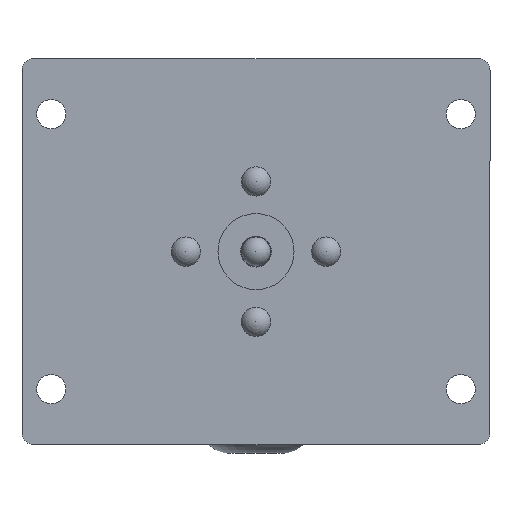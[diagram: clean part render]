
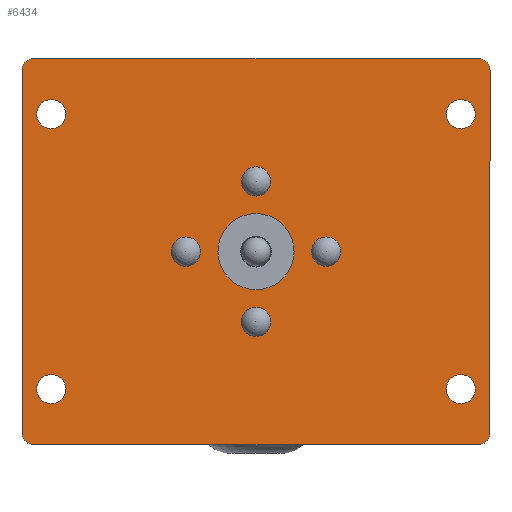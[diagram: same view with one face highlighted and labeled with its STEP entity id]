
A CAD part, left-side view. The second image highlights one B-rep face of the part: STEP entity #6434.
In plain terms, the highlighted face is planar.
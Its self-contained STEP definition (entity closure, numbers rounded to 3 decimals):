
#6434=ADVANCED_FACE('',(#51893,#51895,#51897,#51899,#51901,#51903,#51905,#51907,
#51909,#51911),#51913,.F.);
#51893=FACE_BOUND('',#51894,.T.);
#51894=EDGE_LOOP('',(#61593,#61594,#61595,#61596,#61597,#61598,#61599,#61600));
#51895=FACE_BOUND('',#51896,.T.);
#51896=EDGE_LOOP('',(#61601));
#51897=FACE_BOUND('',#51898,.T.);
#51898=EDGE_LOOP('',(#61602));
#51899=FACE_BOUND('',#51900,.T.);
#51900=EDGE_LOOP('',(#61603));
#51901=FACE_BOUND('',#51902,.T.);
#51902=EDGE_LOOP('',(#61604));
#51903=FACE_BOUND('',#51904,.T.);
#51904=EDGE_LOOP('',(#61605));
#51905=FACE_BOUND('',#51906,.T.);
#51906=EDGE_LOOP('',(#61606));
#51907=FACE_BOUND('',#51908,.T.);
#51908=EDGE_LOOP('',(#61607));
#51909=FACE_BOUND('',#51910,.T.);
#51910=EDGE_LOOP('',(#61608));
#51911=FACE_BOUND('',#51912,.T.);
#51912=EDGE_LOOP('',(#61609));
#51913=PLANE('',#51914);
#51914=AXIS2_PLACEMENT_3D('',#51915,#51916,#51917);
#51915=CARTESIAN_POINT('',(0.,0.,0.));
#51916=DIRECTION('',(0.,1.,0.));
#51917=DIRECTION('',(-1.,0.,0.));
#61593=ORIENTED_EDGE('',*,*,#66272,.F.);
#61594=ORIENTED_EDGE('',*,*,#66273,.F.);
#61595=ORIENTED_EDGE('',*,*,#66274,.F.);
#61596=ORIENTED_EDGE('',*,*,#66275,.F.);
#61597=ORIENTED_EDGE('',*,*,#66276,.F.);
#61598=ORIENTED_EDGE('',*,*,#66277,.F.);
#61599=ORIENTED_EDGE('',*,*,#66278,.F.);
#61600=ORIENTED_EDGE('',*,*,#66279,.F.);
#61601=ORIENTED_EDGE('',*,*,#66280,.T.);
#61602=ORIENTED_EDGE('',*,*,#66281,.T.);
#61603=ORIENTED_EDGE('',*,*,#66282,.T.);
#61604=ORIENTED_EDGE('',*,*,#66283,.T.);
#61605=ORIENTED_EDGE('',*,*,#66284,.T.);
#61606=ORIENTED_EDGE('',*,*,#66285,.T.);
#61607=ORIENTED_EDGE('',*,*,#66286,.T.);
#61608=ORIENTED_EDGE('',*,*,#66287,.T.);
#61609=ORIENTED_EDGE('',*,*,#66288,.T.);
#66272=EDGE_CURVE('',#73625,#73626,#73627,.T.);
#66273=EDGE_CURVE('',#73628,#73625,#73629,.T.);
#66274=EDGE_CURVE('',#73630,#73628,#73631,.T.);
#66275=EDGE_CURVE('',#73632,#73630,#73633,.T.);
#66276=EDGE_CURVE('',#73634,#73632,#73635,.T.);
#66277=EDGE_CURVE('',#73636,#73634,#73637,.T.);
#66278=EDGE_CURVE('',#73638,#73636,#73639,.T.);
#66279=EDGE_CURVE('',#73626,#73638,#73640,.T.);
#66280=EDGE_CURVE('',#73641,#73641,#73642,.T.);
#66281=EDGE_CURVE('',#73643,#73643,#73644,.T.);
#66282=EDGE_CURVE('',#73645,#73645,#73646,.T.);
#66283=EDGE_CURVE('',#73647,#73647,#73648,.T.);
#66284=EDGE_CURVE('',#73649,#73649,#73650,.T.);
#66285=EDGE_CURVE('',#73651,#73651,#73652,.T.);
#66286=EDGE_CURVE('',#73653,#73653,#73654,.T.);
#66287=EDGE_CURVE('',#73655,#73655,#73656,.T.);
#66288=EDGE_CURVE('',#73657,#73657,#73658,.T.);
#73625=VERTEX_POINT('',#110869);
#73626=VERTEX_POINT('',#110870);
#73627=LINE('',#110871,#110872);
#73628=VERTEX_POINT('',#110874);
#73629=CIRCLE('',#110875,2.);
#73630=VERTEX_POINT('',#110879);
#73631=LINE('',#110880,#110881);
#73632=VERTEX_POINT('',#110883);
#73633=CIRCLE('',#110884,2.);
#73634=VERTEX_POINT('',#110888);
#73635=LINE('',#110889,#110890);
#73636=VERTEX_POINT('',#110892);
#73637=CIRCLE('',#110893,2.);
#73638=VERTEX_POINT('',#110897);
#73639=LINE('',#110898,#110899);
#73640=CIRCLE('',#110901,2.);
#73641=VERTEX_POINT('',#110905);
#73642=CIRCLE('',#110906,6.5);
#73643=VERTEX_POINT('',#110910);
#73644=CIRCLE('',#110911,2.5);
#73645=VERTEX_POINT('',#110915);
#73646=CIRCLE('',#110916,2.5);
#73647=VERTEX_POINT('',#110920);
#73648=CIRCLE('',#110921,2.5);
#73649=VERTEX_POINT('',#110925);
#73650=CIRCLE('',#110926,2.5);
#73651=VERTEX_POINT('',#110930);
#73652=CIRCLE('',#110931,1.65);
#73653=VERTEX_POINT('',#110935);
#73654=CIRCLE('',#110936,1.65);
#73655=VERTEX_POINT('',#110940);
#73656=CIRCLE('',#110941,1.65);
#73657=VERTEX_POINT('',#110945);
#73658=CIRCLE('',#110946,1.65);
#110869=CARTESIAN_POINT('',(-38.,0.,33.));
#110870=CARTESIAN_POINT('',(38.,0.,33.));
#110871=CARTESIAN_POINT('',(-38.,0.,33.));
#110872=VECTOR('',#110873,1.);
#110873=DIRECTION('',(1.,0.,0.));
#110874=CARTESIAN_POINT('',(-40.,0.,31.));
#110875=AXIS2_PLACEMENT_3D('',#110876,#110877,#110878);
#110876=CARTESIAN_POINT('',(-38.,0.,31.));
#110877=DIRECTION('',(0.,1.,0.));
#110878=DIRECTION('',(-1.,0.,0.));
#110879=CARTESIAN_POINT('',(-40.,0.,-31.));
#110880=CARTESIAN_POINT('',(-40.,0.,-31.));
#110881=VECTOR('',#110882,1.);
#110882=DIRECTION('',(0.,0.,1.));
#110883=CARTESIAN_POINT('',(-38.,0.,-33.));
#110884=AXIS2_PLACEMENT_3D('',#110885,#110886,#110887);
#110885=CARTESIAN_POINT('',(-38.,0.,-31.));
#110886=DIRECTION('',(0.,1.,0.));
#110887=DIRECTION('',(0.,0.,-1.));
#110888=CARTESIAN_POINT('',(38.,0.,-33.));
#110889=CARTESIAN_POINT('',(38.,0.,-33.));
#110890=VECTOR('',#110891,1.);
#110891=DIRECTION('',(-1.,0.,0.));
#110892=CARTESIAN_POINT('',(40.,0.,-31.));
#110893=AXIS2_PLACEMENT_3D('',#110894,#110895,#110896);
#110894=CARTESIAN_POINT('',(38.,0.,-31.));
#110895=DIRECTION('',(0.,1.,0.));
#110896=DIRECTION('',(1.,0.,0.));
#110897=CARTESIAN_POINT('',(40.,0.,31.));
#110898=CARTESIAN_POINT('',(40.,0.,31.));
#110899=VECTOR('',#110900,1.);
#110900=DIRECTION('',(0.,0.,-1.));
#110901=AXIS2_PLACEMENT_3D('',#110902,#110903,#110904);
#110902=CARTESIAN_POINT('',(38.,0.,31.));
#110903=DIRECTION('',(0.,1.,0.));
#110904=DIRECTION('',(0.,0.,1.));
#110905=CARTESIAN_POINT('',(-6.5,0.,0.));
#110906=AXIS2_PLACEMENT_3D('',#110907,#110908,#110909);
#110907=CARTESIAN_POINT('',(0.,0.,0.));
#110908=DIRECTION('',(0.,1.,0.));
#110909=DIRECTION('',(-1.,0.,0.));
#110910=CARTESIAN_POINT('',(32.5,0.,23.5));
#110911=AXIS2_PLACEMENT_3D('',#110912,#110913,#110914);
#110912=CARTESIAN_POINT('',(35.,0.,23.5));
#110913=DIRECTION('',(0.,1.,0.));
#110914=DIRECTION('',(-1.,0.,0.));
#110915=CARTESIAN_POINT('',(-37.5,0.,23.5));
#110916=AXIS2_PLACEMENT_3D('',#110917,#110918,#110919);
#110917=CARTESIAN_POINT('',(-35.,0.,23.5));
#110918=DIRECTION('',(0.,1.,0.));
#110919=DIRECTION('',(-1.,0.,0.));
#110920=CARTESIAN_POINT('',(32.5,0.,-23.5));
#110921=AXIS2_PLACEMENT_3D('',#110922,#110923,#110924);
#110922=CARTESIAN_POINT('',(35.,0.,-23.5));
#110923=DIRECTION('',(0.,1.,0.));
#110924=DIRECTION('',(-1.,0.,0.));
#110925=CARTESIAN_POINT('',(-37.5,0.,-23.5));
#110926=AXIS2_PLACEMENT_3D('',#110927,#110928,#110929);
#110927=CARTESIAN_POINT('',(-35.,0.,-23.5));
#110928=DIRECTION('',(0.,1.,0.));
#110929=DIRECTION('',(-1.,0.,0.));
#110930=CARTESIAN_POINT('',(-1.65,0.,12.));
#110931=AXIS2_PLACEMENT_3D('',#110932,#110933,#110934);
#110932=CARTESIAN_POINT('',(0.,0.,12.));
#110933=DIRECTION('',(0.,1.,0.));
#110934=DIRECTION('',(-1.,0.,0.));
#110935=CARTESIAN_POINT('',(-13.65,0.,0.));
#110936=AXIS2_PLACEMENT_3D('',#110937,#110938,#110939);
#110937=CARTESIAN_POINT('',(-12.,0.,0.));
#110938=DIRECTION('',(0.,1.,0.));
#110939=DIRECTION('',(-1.,0.,0.));
#110940=CARTESIAN_POINT('',(-1.65,0.,-12.));
#110941=AXIS2_PLACEMENT_3D('',#110942,#110943,#110944);
#110942=CARTESIAN_POINT('',(0.,0.,-12.));
#110943=DIRECTION('',(0.,1.,0.));
#110944=DIRECTION('',(-1.,0.,0.));
#110945=CARTESIAN_POINT('',(10.35,0.,0.));
#110946=AXIS2_PLACEMENT_3D('',#110947,#110948,#110949);
#110947=CARTESIAN_POINT('',(12.,0.,0.));
#110948=DIRECTION('',(0.,1.,0.));
#110949=DIRECTION('',(-1.,0.,0.));
